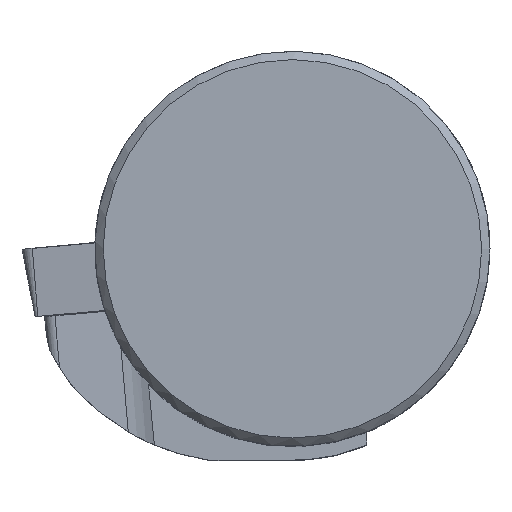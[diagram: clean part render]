
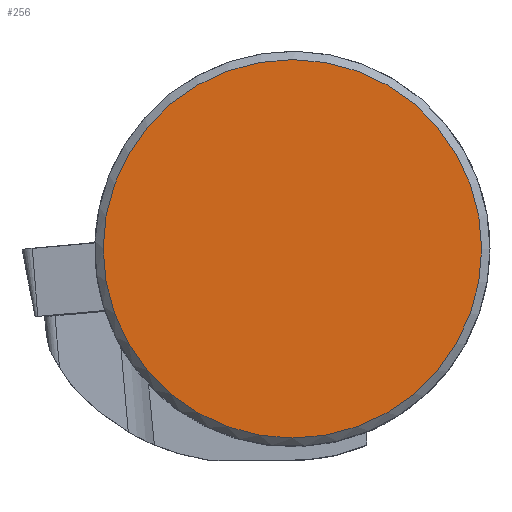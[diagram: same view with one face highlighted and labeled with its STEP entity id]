
A CAD part, top view. The second image highlights one B-rep face of the part: STEP entity #256.
In plain terms, the highlighted planar face has unit normal (0, 0, 1).
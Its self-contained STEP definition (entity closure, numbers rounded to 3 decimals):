
#134=PLANE('',#1445);
#192=FACE_OUTER_BOUND('',#589,.T.);
#256=ADVANCED_FACE('',(#192),#134,.F.);
#589=EDGE_LOOP('',(#885));
#885=ORIENTED_EDGE('',*,*,#1213,.F.);
#1050=VERTEX_POINT('',#2372);
#1213=EDGE_CURVE('',#1050,#1050,#1271,.T.);
#1271=CIRCLE('',#1443,15.325);
#1443=AXIS2_PLACEMENT_3D('',#2371,#1761,#1762);
#1445=AXIS2_PLACEMENT_3D('',#2374,#1765,#1766);
#1761=DIRECTION('',(0.,0.,-1.));
#1762=DIRECTION('',(-1.,0.,0.));
#1765=DIRECTION('',(0.,0.,-1.));
#1766=DIRECTION('',(1.,0.,0.));
#2371=CARTESIAN_POINT('',(0.,0.,0.));
#2372=CARTESIAN_POINT('',(-15.325,0.,0.));
#2374=CARTESIAN_POINT('',(0.,0.,0.));
